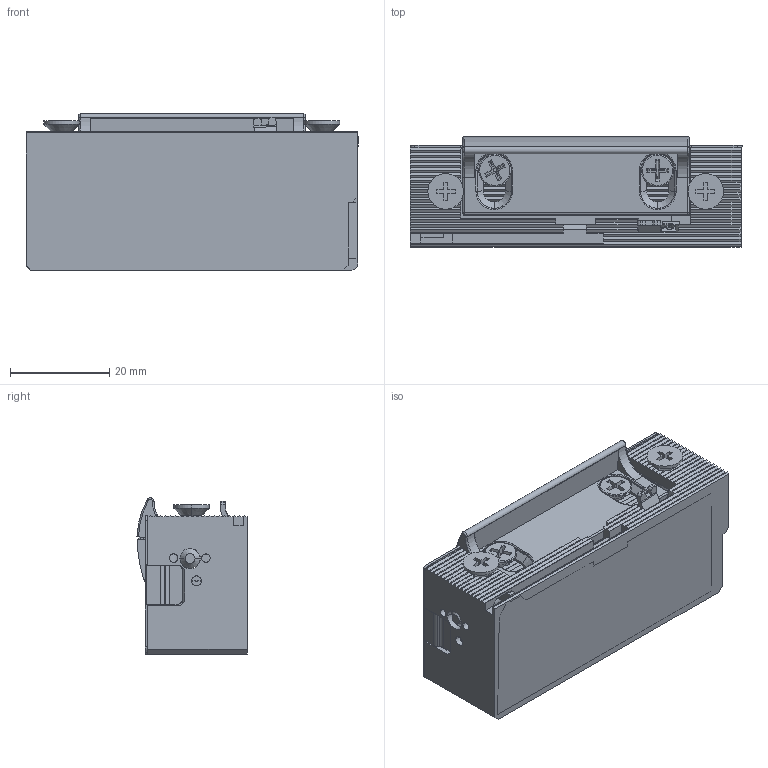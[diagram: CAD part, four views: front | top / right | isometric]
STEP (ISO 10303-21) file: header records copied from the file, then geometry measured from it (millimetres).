
FILE_DESCRIPTION (( 'STEP AP214' ), '1' );
FILE_NAME ('SE2MIO_STPALL.step', '2024-06-18T09:10:52', ( '' ), ( '' ), 'SwSTEP 2.0', 'SolidWorks 2020', '' );
FILE_SCHEMA (( 'AUTOMOTIVE_DESIGN' ));
Length unit declared in the file: millimetre
Products named in the file (15): ENVIABLE_181127PE1003 13215 PESTILLO GRUESO_2; SE2MIO_STPALL; ENVIABLE_18079 GATILLO DESBLOQUEO; ENVIABLE_10076-1 ARANDELA CURVA DIN 137-A; ENVIABLE_18067 TAPA CLIP; ENVIABLE_17048 BOLA AISI 304; ENVIABLE_20064 REGLETA ABS; ENVIABLE_15068 EJE PESTILLO; ENVIABLE_15014 TERMINAL REMACHABLE; ENVIABLE_19007 TORNILLO Zn DIN 85 M3x4,5; ENVIABLE_181127PE1006 13219 ALETA N; ENVIABLE_17011 ARANDELA RETENCION; ENVIABLE_19045 TORNILLO DIN 965 M3,5X8; ENVIABLE_1212099 CAJA NUEVA 54 ABDF Z_radios mecanizado; ENVIABLE_19096 TORNILLO DIN 7500-M M4X10
Assembly tree (18 placements, depth 2):
  SE2MIO_STPALL
    ENVIABLE_1212099 CAJA NUEVA 54 ABDF Z_radios mecanizado
    ENVIABLE_181127PE1003 13215 PESTILLO GRUESO_2
    ENVIABLE_18067 TAPA CLIP
    ENVIABLE_20064 REGLETA ABS
    ENVIABLE_17048 BOLA AISI 304
    ENVIABLE_19045 TORNILLO DIN 965 M3,5X8  x2
    ENVIABLE_19096 TORNILLO DIN 7500-M M4X10  x2
    ENVIABLE_18079 GATILLO DESBLOQUEO
    ENVIABLE_19007 TORNILLO Zn DIN 85 M3x4,5  x2
    ENVIABLE_15068 EJE PESTILLO
    ENVIABLE_17011 ARANDELA RETENCION
    ENVIABLE_10076-1 ARANDELA CURVA DIN 137-A
    ENVIABLE_15014 TERMINAL REMACHABLE  x2
    ENVIABLE_181127PE1006 13219 ALETA N
Bounding box: 67 x 22.22 x 31.57 mm (x, y, z)
Volume: 11990 mm3; surface area: 21190 mm2
Topology: 16 solids, 20 shells, 1335 faces, 3566 edges, 2274 vertices
Faces by surface type: plane 867, cylinder 343, bspline 77, cone 48
Full cylindrical faces by diameter (mm): 3 x4
Entity records: 57059 total; most frequent: CARTESIAN_POINT 13282, ORIENTED_EDGE 6515, DIRECTION 5693, EDGE_CURVE 3262, VECTOR 2315, LINE 2315, VERTEX_POINT 2090, AXIS2_PLACEMENT_3D 1689
